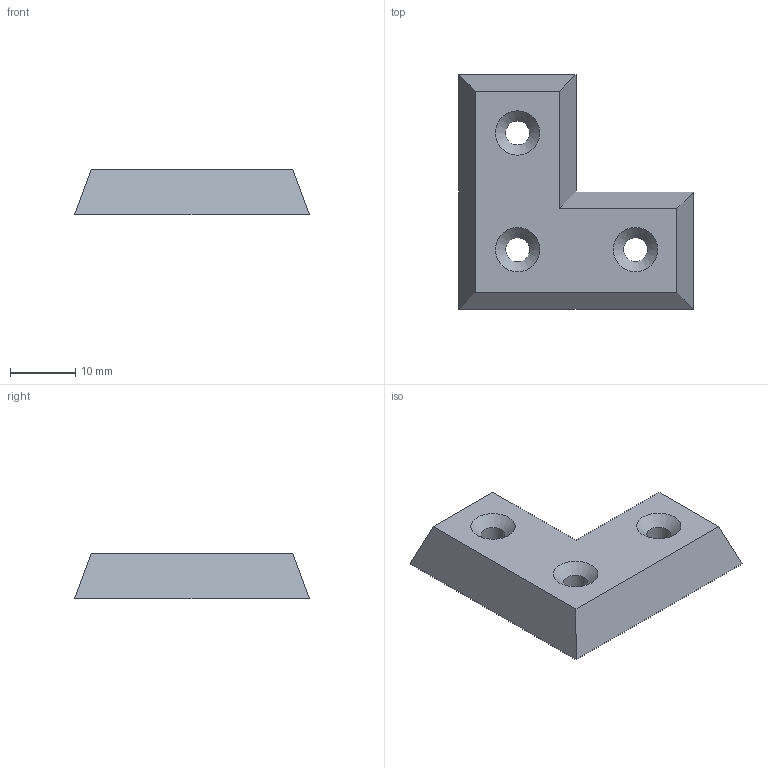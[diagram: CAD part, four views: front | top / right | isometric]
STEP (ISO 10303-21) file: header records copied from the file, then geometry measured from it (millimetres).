
FILE_DESCRIPTION(/* description */ (''),/* implementation_level */ '2;1');
FILE_NAME(/* name */ 'Drawer Foot (L Shaped) v2.step',/* time_stamp */ '2020-09-25T16:39:34+01:00',/* author */ (''),/* organization */ (''),/* preprocessor_version */ 'ST-DEVELOPER v18.1',/* originating_system */ 'Autodesk Translation Framework v9.3.0.1241',/* authorisation */ '');
FILE_SCHEMA (('AUTOMOTIVE_DESIGN { 1 0 10303 214 3 1 1 }'));
Length unit declared in the file: millimetre
Products named in the file (1): Drawer Foot (L Shaped)
Bounding box: 36 x 36 x 7 mm (x, y, z)
Volume: 5301.1 mm3; surface area: 2757.2 mm2
Topology: 1 solids, 1 shells, 14 faces, 33 edges, 21 vertices
Faces by surface type: plane 8, cone 3, cylinder 3
Full cylindrical faces by diameter (mm): 3.7 x3
Entity records: 447 total; most frequent: DIRECTION 72, CARTESIAN_POINT 69, ORIENTED_EDGE 66, EDGE_CURVE 33, LINE 24, VECTOR 24, AXIS2_PLACEMENT_3D 24, VERTEX_POINT 21
